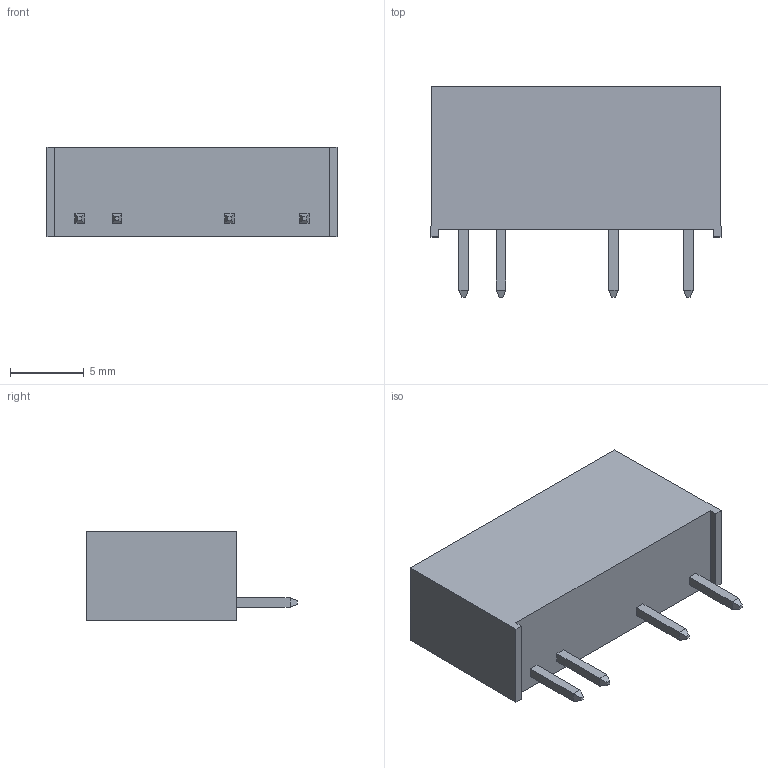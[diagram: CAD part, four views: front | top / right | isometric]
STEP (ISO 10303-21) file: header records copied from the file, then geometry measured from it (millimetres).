
FILE_DESCRIPTION (( 'STEP AP214' ), '1' );
FILE_NAME ('RKK_3D_20230223.STEP', '2023-02-23T11:50:34', ( '' ), ( '' ), 'SwSTEP 2.0', 'SolidWorks 2020', '' );
FILE_SCHEMA (( 'AUTOMOTIVE_DESIGN' ));
Length unit declared in the file: millimetre
Products named in the file (1): RKK_3D_20230223
Bounding box: 19.67 x 14.3 x 6.07 mm (x, y, z)
Volume: 1155.4 mm3; surface area: 798.1 mm2
Topology: 1 solids, 1 shells, 208 faces, 557 edges, 366 vertices
Faces by surface type: plane 208
Entity records: 6763 total; most frequent: CARTESIAN_POINT 1132, ORIENTED_EDGE 1114, DIRECTION 975, VECTOR 557, LINE 557, EDGE_CURVE 557, VERTEX_POINT 366, EDGE_LOOP 223
